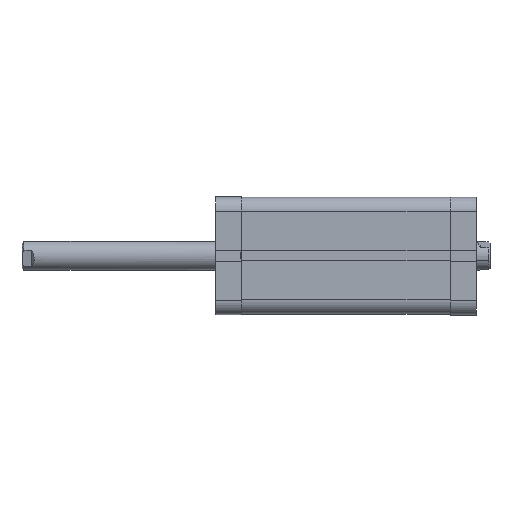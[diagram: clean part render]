
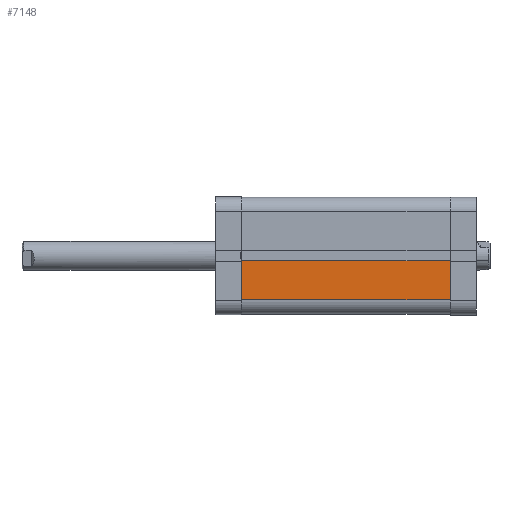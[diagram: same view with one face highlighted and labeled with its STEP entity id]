
A CAD part, front view. The second image highlights one B-rep face of the part: STEP entity #7148.
In plain terms, the highlighted planar face has unit normal (0, -1, 0).
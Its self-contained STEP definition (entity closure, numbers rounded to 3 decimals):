
#299 = EDGE_CURVE ( 'NONE', #12599, #3945, #6634, .T. ) ;
#587 = LINE ( 'NONE', #11030, #21980 ) ;
#2077 = AXIS2_PLACEMENT_3D ( 'NONE', #21385, #12834, #16316 ) ;
#2324 = EDGE_CURVE ( 'NONE', #11079, #12845, #587, .T. ) ;
#2842 = DIRECTION ( 'NONE',  ( 0., 0., -1. ) ) ;
#2929 = CARTESIAN_POINT ( 'NONE',  ( 116., -32.5, -2.8 ) ) ;
#3402 = EDGE_CURVE ( 'NONE', #3945, #12845, #7813, .T. ) ;
#3655 = CARTESIAN_POINT ( 'NONE',  ( 0., -32.5, -2.8 ) ) ;
#3945 = VERTEX_POINT ( 'NONE', #17689 ) ;
#4088 = CARTESIAN_POINT ( 'NONE',  ( 116., -32.5, -24.5 ) ) ;
#4282 = VECTOR ( 'NONE', #21195, 1000. ) ;
#5556 = ORIENTED_EDGE ( 'NONE', *, *, #299, .T. ) ;
#5601 = VECTOR ( 'NONE', #13481, 1000. ) ;
#5983 = FACE_OUTER_BOUND ( 'NONE', #18277, .T. ) ;
#6323 = VECTOR ( 'NONE', #21530, 1000. ) ;
#6634 = LINE ( 'NONE', #17090, #5601 ) ;
#7148 = ADVANCED_FACE ( 'NONE', ( #5983 ), #14513, .F. ) ;
#7813 = LINE ( 'NONE', #4088, #6323 ) ;
#8097 = ORIENTED_EDGE ( 'NONE', *, *, #20492, .T. ) ;
#10011 = ORIENTED_EDGE ( 'NONE', *, *, #2324, .F. ) ;
#11030 = CARTESIAN_POINT ( 'NONE',  ( 116., -32.5, -32.5 ) ) ;
#11079 = VERTEX_POINT ( 'NONE', #2929 ) ;
#12599 = VERTEX_POINT ( 'NONE', #3655 ) ;
#12834 = DIRECTION ( 'NONE',  ( 0., 1., 0. ) ) ;
#12845 = VERTEX_POINT ( 'NONE', #14992 ) ;
#13481 = DIRECTION ( 'NONE',  ( 0., 0., -1. ) ) ;
#14326 = CARTESIAN_POINT ( 'NONE',  ( 116.001, -32.5, -2.8 ) ) ;
#14513 = PLANE ( 'NONE',  #2077 ) ;
#14992 = CARTESIAN_POINT ( 'NONE',  ( 116., -32.5, -24.5 ) ) ;
#16316 = DIRECTION ( 'NONE',  ( 0., 0., 1. ) ) ;
#16433 = ORIENTED_EDGE ( 'NONE', *, *, #3402, .T. ) ;
#17090 = CARTESIAN_POINT ( 'NONE',  ( 0., -32.5, -32.5 ) ) ;
#17689 = CARTESIAN_POINT ( 'NONE',  ( 0., -32.5, -24.5 ) ) ;
#18277 = EDGE_LOOP ( 'NONE', ( #8097, #5556, #16433, #10011 ) ) ;
#19410 = LINE ( 'NONE', #14326, #4282 ) ;
#20492 = EDGE_CURVE ( 'NONE', #11079, #12599, #19410, .T. ) ;
#21195 = DIRECTION ( 'NONE',  ( -1., 0., 0. ) ) ;
#21385 = CARTESIAN_POINT ( 'NONE',  ( 116., -32.5, -32.5 ) ) ;
#21530 = DIRECTION ( 'NONE',  ( 1., 0., 0. ) ) ;
#21980 = VECTOR ( 'NONE', #2842, 1000. ) ;
